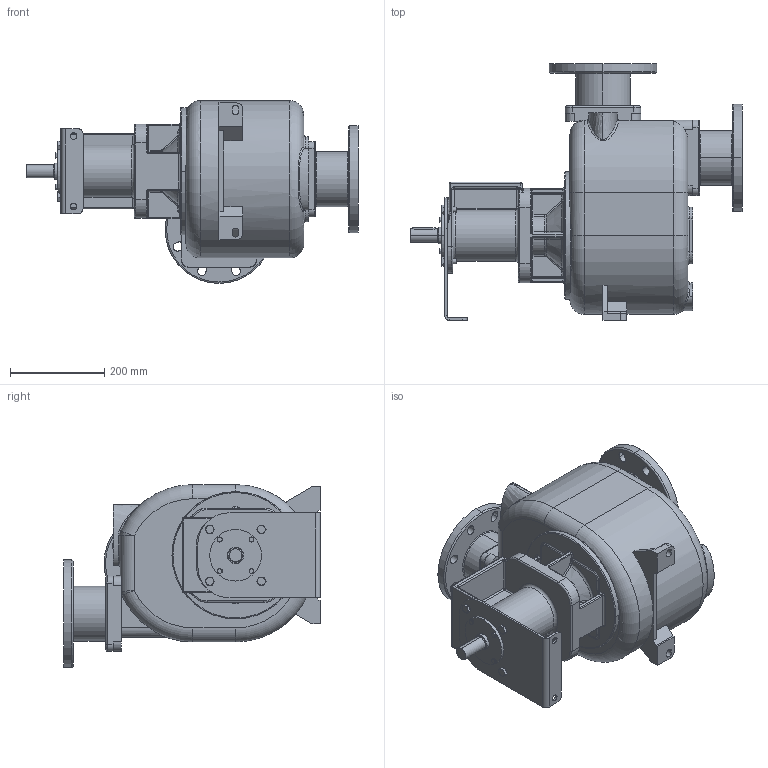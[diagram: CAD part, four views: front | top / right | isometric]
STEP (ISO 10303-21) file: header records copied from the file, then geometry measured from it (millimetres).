
FILE_DESCRIPTION((''),'2;1');
FILE_NAME('S105_B_F','2012-03-19T',('Nicola'),(''),'PRO/ENGINEER BY PARAMETRIC TECHNOLOGY CORPORATION, 2011370','PRO/ENGINEER BY PARAMETRIC TECHNOLOGY CORPORATION, 2011370','');
FILE_SCHEMA(('CONFIG_CONTROL_DESIGN'));
Length unit declared in the file: millimetre
Products named in the file (1): S105_B_F
Bounding box: 704.5 x 545 x 388 mm (x, y, z)
Volume: 37476030.7 mm3; surface area: 1258672.5 mm2
Topology: 1 solids, 1 shells, 758 faces, 1805 edges, 1070 vertices
Faces by surface type: cylinder 241, plane 196, bspline 142, torus 91, cone 64, sphere 20, extrusion 4
Entity records: 36696 total; most frequent: CARTESIAN_POINT 19909, ORIENTED_EDGE 3586, DIRECTION 3430, EDGE_CURVE 1793, AXIS2_PLACEMENT_3D 1401, VERTEX_POINT 1070, EDGE_LOOP 831, CIRCLE 785
